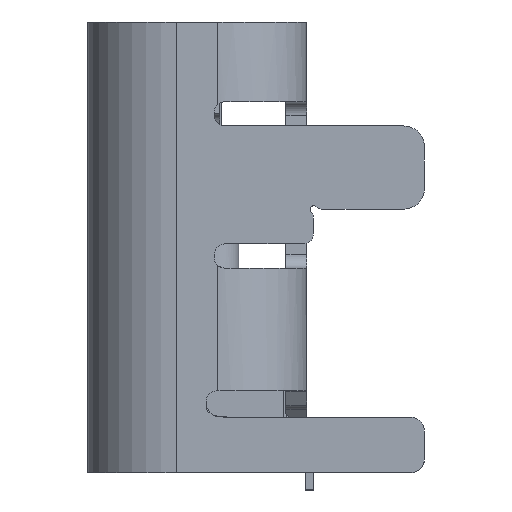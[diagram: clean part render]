
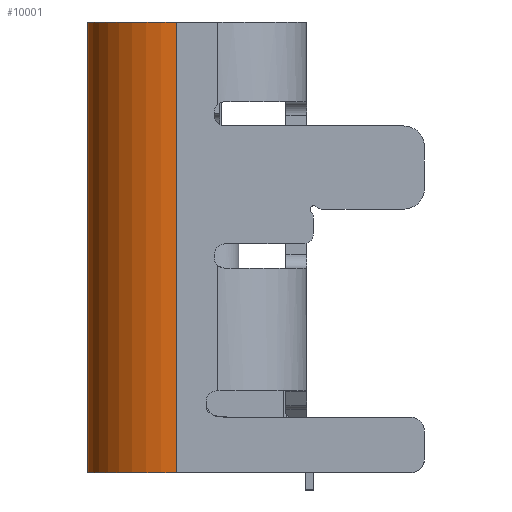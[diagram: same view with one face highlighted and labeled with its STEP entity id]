
A CAD part, left-side view. The second image highlights one B-rep face of the part: STEP entity #10001.
In plain terms, the highlighted cylindrical face has radius 1.28 mm (diameter 2.56 mm), a partial arc.
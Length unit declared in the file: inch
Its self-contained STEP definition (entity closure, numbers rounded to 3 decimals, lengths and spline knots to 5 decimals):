
#70 = CARTESIAN_POINT ( 'NONE',  ( -0.12559, 0.01181, 0.12795 ) ) ;
#175 = EDGE_CURVE ( 'NONE', #4146, #7842, #19857, .T. ) ;
#2713 = LINE ( 'NONE', #2811, #19264 ) ;
#2811 = CARTESIAN_POINT ( 'NONE',  ( -0.17598, 0.01181, -0.12795 ) ) ;
#3389 = CARTESIAN_POINT ( 'NONE',  ( -0.17598, 0.01181, 0.12795 ) ) ;
#3403 = CIRCLE ( 'NONE', #4078, 0.05039 ) ;
#4078 = AXIS2_PLACEMENT_3D ( 'NONE', #7751, #20774, #12535 ) ;
#4138 = EDGE_LOOP ( 'NONE', ( #6690, #9691, #20567, #11359 ) ) ;
#4146 = VERTEX_POINT ( 'NONE', #4311 ) ;
#4311 = CARTESIAN_POINT ( 'NONE',  ( -0.12559, 0.0622, 0.12795 ) ) ;
#4379 = LINE ( 'NONE', #15370, #17242 ) ;
#4476 = EDGE_CURVE ( 'NONE', #4146, #10687, #4379, .T. ) ;
#5763 = CARTESIAN_POINT ( 'NONE',  ( -0.12559, 0.01181, 0.0689 ) ) ;
#6376 = DIRECTION ( 'NONE',  ( 0., 1., 0. ) ) ;
#6690 = ORIENTED_EDGE ( 'NONE', *, *, #175, .F. ) ;
#7751 = CARTESIAN_POINT ( 'NONE',  ( -0.12559, 0.01181, -0.12795 ) ) ;
#7842 = VERTEX_POINT ( 'NONE', #3389 ) ;
#8948 = FACE_OUTER_BOUND ( 'NONE', #4138, .T. ) ;
#9227 = EDGE_CURVE ( 'NONE', #12284, #10687, #3403, .T. ) ;
#9231 = DIRECTION ( 'NONE',  ( 0., 0., 1. ) ) ;
#9691 = ORIENTED_EDGE ( 'NONE', *, *, #4476, .T. ) ;
#10001 = ADVANCED_FACE ( 'NONE', ( #8948 ), #12454, .T. ) ;
#10687 = VERTEX_POINT ( 'NONE', #12903 ) ;
#10866 = DIRECTION ( 'NONE',  ( 1., 0., 0. ) ) ;
#11359 = ORIENTED_EDGE ( 'NONE', *, *, #13026, .T. ) ;
#12284 = VERTEX_POINT ( 'NONE', #13058 ) ;
#12454 = CYLINDRICAL_SURFACE ( 'NONE', #16056, 0.05039 ) ;
#12535 = DIRECTION ( 'NONE',  ( -1., 0., 0. ) ) ;
#12667 = AXIS2_PLACEMENT_3D ( 'NONE', #70, #13071, #6376 ) ;
#12903 = CARTESIAN_POINT ( 'NONE',  ( -0.12559, 0.0622, -0.12795 ) ) ;
#13026 = EDGE_CURVE ( 'NONE', #12284, #7842, #2713, .T. ) ;
#13058 = CARTESIAN_POINT ( 'NONE',  ( -0.17598, 0.01181, -0.12795 ) ) ;
#13071 = DIRECTION ( 'NONE',  ( 0., 0., 1. ) ) ;
#15370 = CARTESIAN_POINT ( 'NONE',  ( -0.12559, 0.0622, 0.12795 ) ) ;
#16056 = AXIS2_PLACEMENT_3D ( 'NONE', #5763, #17490, #10866 ) ;
#17242 = VECTOR ( 'NONE', #17298, 39.37008 ) ;
#17298 = DIRECTION ( 'NONE',  ( 0., 0., -1. ) ) ;
#17490 = DIRECTION ( 'NONE',  ( 0., 0., 1. ) ) ;
#19264 = VECTOR ( 'NONE', #9231, 39.37008 ) ;
#19857 = CIRCLE ( 'NONE', #12667, 0.05039 ) ;
#20567 = ORIENTED_EDGE ( 'NONE', *, *, #9227, .F. ) ;
#20774 = DIRECTION ( 'NONE',  ( 0., 0., -1. ) ) ;
